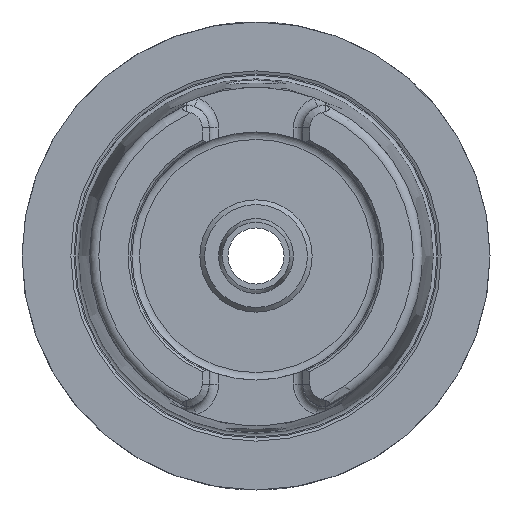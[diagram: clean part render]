
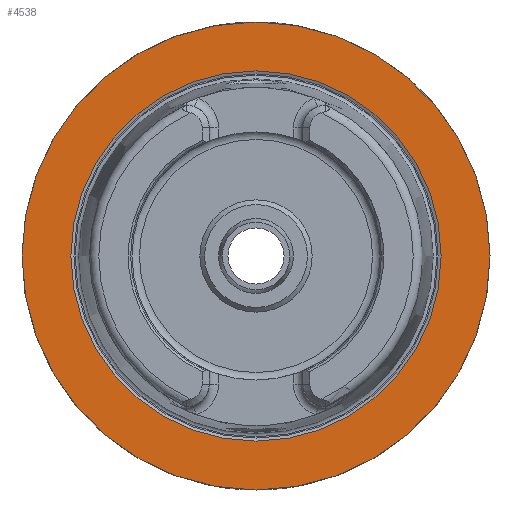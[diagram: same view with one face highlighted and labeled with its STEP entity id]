
A CAD part, left-side view. The second image highlights one B-rep face of the part: STEP entity #4538.
In plain terms, the highlighted planar face has unit normal (-1, 0, 0).
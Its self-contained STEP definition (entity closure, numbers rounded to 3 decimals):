
#1684=CARTESIAN_POINT('',(0.,50.0,0.0));
#1685=VERTEX_POINT('',#1684);
#1686=CARTESIAN_POINT('',(0.,0.,0.0));
#1687=DIRECTION('',(1.0,0.0,0.0));
#1688=DIRECTION('',(0.0,1.0,0.0));
#1689=AXIS2_PLACEMENT_3D('',#1686,#1687,#1688);
#1690=CIRCLE('',#1689,50.0);
#1691=EDGE_CURVE('',#1685,#1685,#1690,.T.);
#4512=CARTESIAN_POINT('',(0.,39.55,0.0));
#4513=VERTEX_POINT('',#4512);
#4514=CARTESIAN_POINT('',(0.,0.,0.0));
#4515=DIRECTION('',(1.0,0.0,0.0));
#4516=DIRECTION('',(0.0,1.0,0.0));
#4517=AXIS2_PLACEMENT_3D('',#4514,#4515,#4516);
#4518=CIRCLE('',#4517,39.55);
#4519=EDGE_CURVE('',#4513,#4513,#4518,.T.);
#4527=CARTESIAN_POINT('',(0.,44.775,0.0));
#4528=DIRECTION('',(-1.0,0.0,0.0));
#4529=DIRECTION('',(0.0,0.0,1.0));
#4530=AXIS2_PLACEMENT_3D('',#4527,#4528,#4529);
#4531=PLANE('',#4530);
#4532=ORIENTED_EDGE('',*,*,#1691,.F.);
#4533=EDGE_LOOP('',(#4532));
#4534=FACE_OUTER_BOUND('',#4533,.T.);
#4535=ORIENTED_EDGE('',*,*,#4519,.T.);
#4536=EDGE_LOOP('',(#4535));
#4537=FACE_BOUND('',#4536,.T.);
#4538=ADVANCED_FACE('',(#4534,#4537),#4531,.T.);
